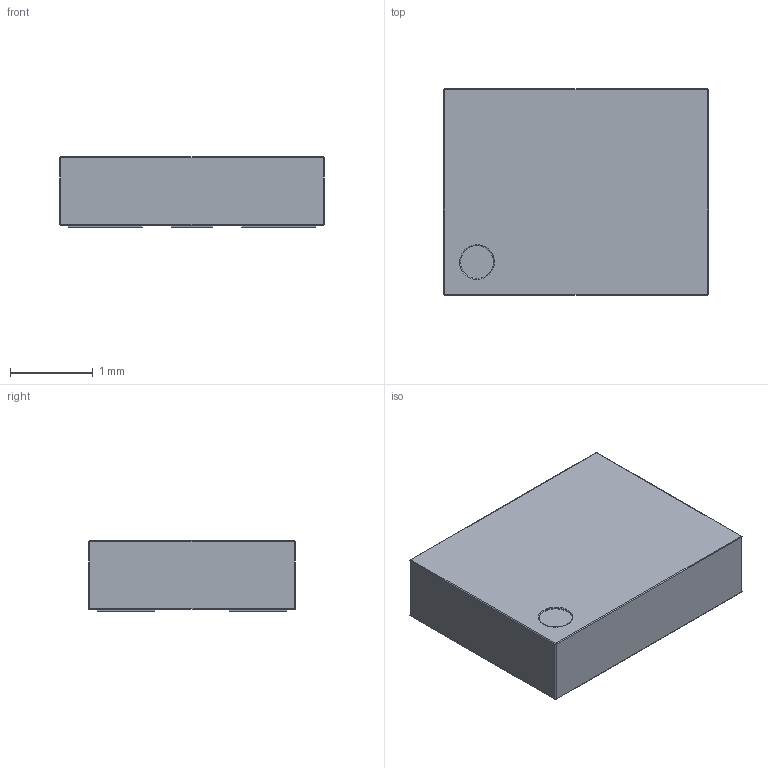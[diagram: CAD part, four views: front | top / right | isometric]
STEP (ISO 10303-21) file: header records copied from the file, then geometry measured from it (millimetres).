
FILE_DESCRIPTION(('FreeCAD Model'),'2;1');
FILE_NAME('Fusion.step','2017-11-17T13:22:52',( 'kicad StepUp'),('ksu MCAD'),'Open CASCADE STEP processor 6.8', 'FreeCAD','Unknown');
FILE_SCHEMA(('AUTOMOTIVE_DESIGN_CC2 { 1 2 10303 214 -1 1 5 4 }'));
Length unit declared in the file: millimetre
Products named in the file (2): ASSEMBLY; Fusion
Assembly tree (1 placements, depth 2):
  ASSEMBLY
    Fusion
Bounding box: 3.2 x 2.5 x 0.85 mm (x, y, z)
Volume: 6.7 mm3; surface area: 25.7 mm2
Topology: 1 solids, 1 shells, 61 faces, 138 edges, 78 vertices
Faces by surface type: plane 37, cylinder 14, bspline 10
Entity records: 2204 total; most frequent: CARTESIAN_POINT 455, DIRECTION 264, ORIENTED_EDGE 260, EDGE_CURVE 130, LINE 98, VECTOR 98, AXIS2_PLACEMENT_3D 83, VERTEX_POINT 78
